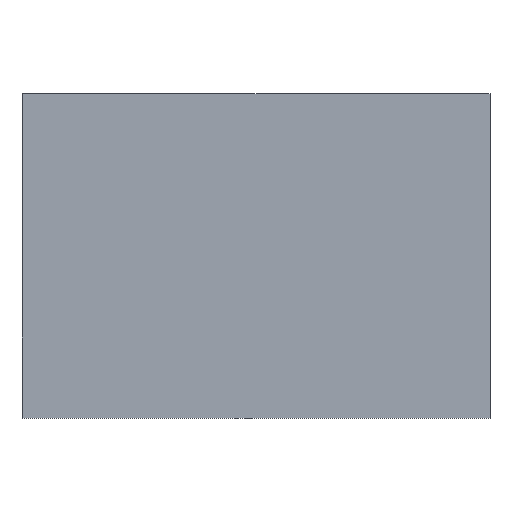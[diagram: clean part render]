
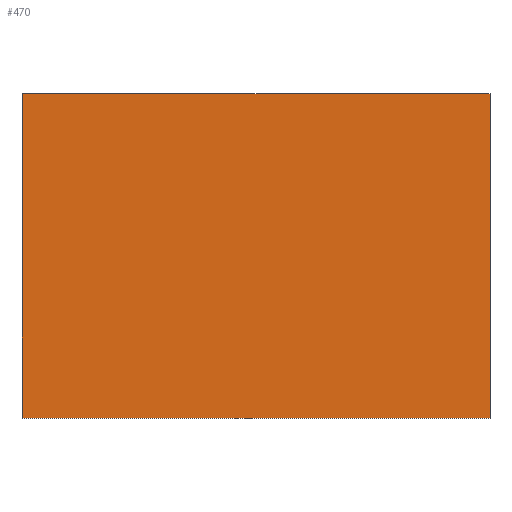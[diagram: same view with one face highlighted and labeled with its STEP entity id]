
A CAD part, top view. The second image highlights one B-rep face of the part: STEP entity #470.
In plain terms, the highlighted planar face has unit normal (0, 0, 1).
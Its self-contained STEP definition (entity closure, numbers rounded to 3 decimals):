
#72=FACE_OUTER_BOUND('',#109,.T.);
#109=EDGE_LOOP('',(#408,#409,#410,#411));
#150=LINE('',#781,#194);
#152=LINE('',#785,#196);
#154=LINE('',#789,#198);
#156=LINE('',#792,#200);
#194=VECTOR('',#644,10.);
#196=VECTOR('',#648,10.);
#198=VECTOR('',#652,10.);
#200=VECTOR('',#656,10.);
#237=VERTEX_POINT('',#778);
#238=VERTEX_POINT('',#780);
#239=VERTEX_POINT('',#784);
#240=VERTEX_POINT('',#788);
#292=EDGE_CURVE('',#238,#237,#150,.T.);
#294=EDGE_CURVE('',#239,#238,#152,.T.);
#296=EDGE_CURVE('',#240,#239,#154,.T.);
#298=EDGE_CURVE('',#237,#240,#156,.T.);
#408=ORIENTED_EDGE('',*,*,#298,.T.);
#409=ORIENTED_EDGE('',*,*,#296,.T.);
#410=ORIENTED_EDGE('',*,*,#294,.T.);
#411=ORIENTED_EDGE('',*,*,#292,.T.);
#442=PLANE('',#528);
#470=ADVANCED_FACE('',(#72),#442,.T.);
#528=AXIS2_PLACEMENT_3D('',#793,#657,#658);
#644=DIRECTION('',(0.,1.,0.));
#648=DIRECTION('',(1.,0.,0.));
#652=DIRECTION('',(0.,-1.,0.));
#656=DIRECTION('',(-1.,0.,0.));
#657=DIRECTION('center_axis',(0.,0.,1.));
#658=DIRECTION('ref_axis',(1.,0.,0.));
#778=CARTESIAN_POINT('',(170.668,-67.58,11.85));
#780=CARTESIAN_POINT('',(170.668,-105.14,11.85));
#781=CARTESIAN_POINT('',(170.668,-67.58,11.85));
#784=CARTESIAN_POINT('',(116.47,-105.14,11.85));
#785=CARTESIAN_POINT('',(170.668,-105.14,11.85));
#788=CARTESIAN_POINT('',(116.47,-67.58,11.85));
#789=CARTESIAN_POINT('',(116.47,-105.14,11.85));
#792=CARTESIAN_POINT('',(116.47,-67.58,11.85));
#793=CARTESIAN_POINT('Origin',(143.569,-86.36,11.85));
